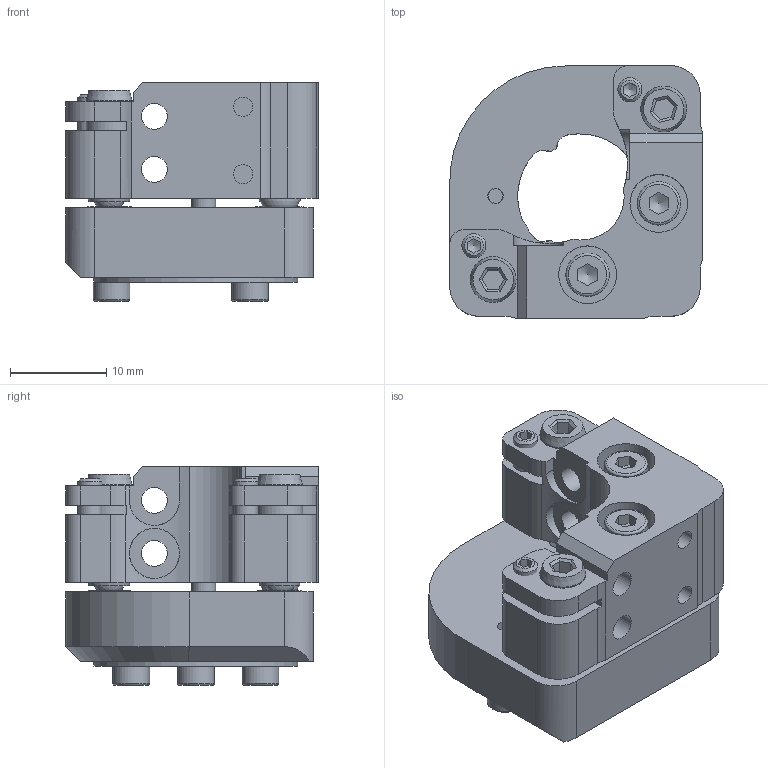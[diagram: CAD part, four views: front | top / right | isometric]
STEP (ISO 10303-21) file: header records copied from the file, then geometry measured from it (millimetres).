
FILE_DESCRIPTION(/* description */ (''),/* implementation_level */ '2;1');
FILE_NAME(/* name */ '12.7镜架（铜）简款 整套.stp',/* time_stamp */ '2021-03-17T19:17:54+08:00',/* author */ (''),/* organization */ (''),/* preprocessor_version */ 'ST-DEVELOPER v16',/* originating_system */ 'SIEMENS PLM Software NX 10.0',/* authorisation */ '');
FILE_SCHEMA (('CONFIG_CONTROL_DESIGN'));
Length unit declared in the file: millimetre
Products named in the file (1): 12.7镜架（铜）简款 整套
Bounding box: 26.2 x 26.2 x 22.7 mm (x, y, z)
Volume: 6925.1 mm3; surface area: 7328.3 mm2
Topology: 17 solids, 17 shells, 356 faces, 915 edges, 601 vertices
Faces by surface type: plane 178, cylinder 135, cone 27, torus 13, sphere 3
Full cylindrical faces by diameter (mm): 1.6 x3, 2 x9, 2.2 x3, 2.5 x9, 2.7 x4, 3.188 x2, 3.2 x2, 3.8 x5, 4.5 x2, 4.75 x2, 4.763 x2, 5 x2, 5.05 x2, 5.2 x2, 6 x2, 21.2 x1
Entity records: 10464 total; most frequent: CARTESIAN_POINT 2096, DIRECTION 1756, ORIENTED_EDGE 1562, EDGE_CURVE 781, AXIS2_PLACEMENT_3D 679, VERTEX_POINT 578, EDGE_LOOP 509, LINE 398
